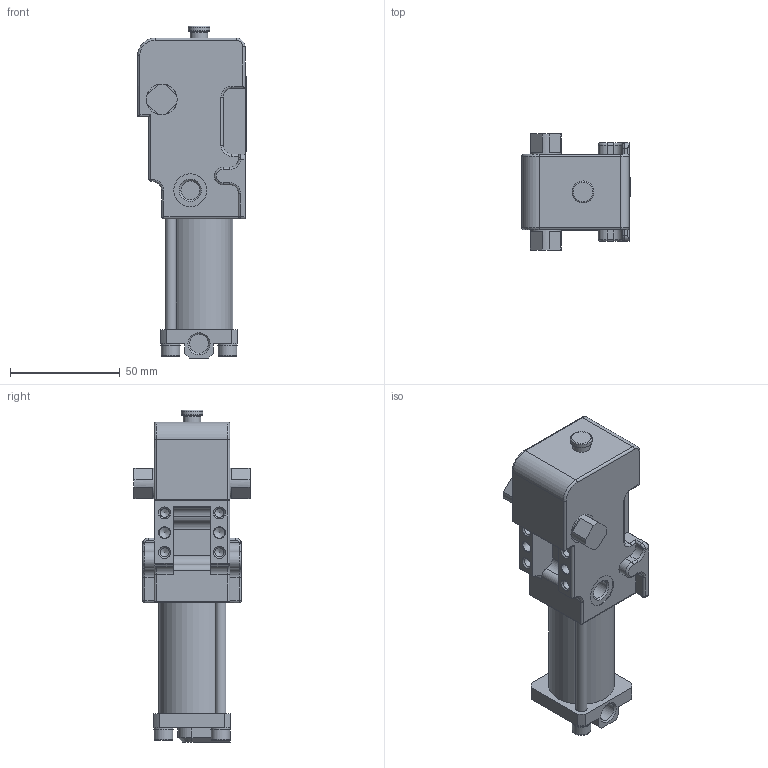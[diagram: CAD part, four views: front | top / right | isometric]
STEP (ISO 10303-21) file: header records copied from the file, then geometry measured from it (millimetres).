
FILE_DESCRIPTION(/* description */ (''),/* implementation_level */ '2;1');
FILE_NAME(/* name */ 'CL25#G.stp',/* time_stamp */ '2021-12-07T09:23:56+01:00',/* author */ ('donadda1'),/* organization */ ('Pneumax S.p.A.'),/* preprocessor_version */ 'ST-DEVELOPER v18.1',/* originating_system */ 'Autodesk Inventor 2021',/* authorisation */ '');
FILE_SCHEMA (('AUTOMOTIVE_DESIGN { 1 0 10303 214 3 1 1 }'));
Length unit declared in the file: millimetre
Products named in the file (1): Bloccaggio Ø25 lightweight
Bounding box: 49.6 x 53 x 151.57 mm (x, y, z)
Volume: 168154.2 mm3; surface area: 30181.5 mm2
Topology: 1 solids, 1 shells, 450 faces, 1170 edges, 751 vertices
Faces by surface type: plane 206, cylinder 182, torus 31, cone 23, bspline 6, sphere 2
Full cylindrical faces by diameter (mm): 4.134 x6, 5 x4, 5.2 x2, 5.3 x2, 7.9 x1, 8 x2, 8.5 x2, 8.566 x2, 9 x2, 10 x1, 14 x2, 15 x1, 30 x1
Entity records: 14425 total; most frequent: CARTESIAN_POINT 2522, DIRECTION 2489, ORIENTED_EDGE 2320, EDGE_CURVE 1160, AXIS2_PLACEMENT_3D 904, VERTEX_POINT 751, LINE 681, VECTOR 681
